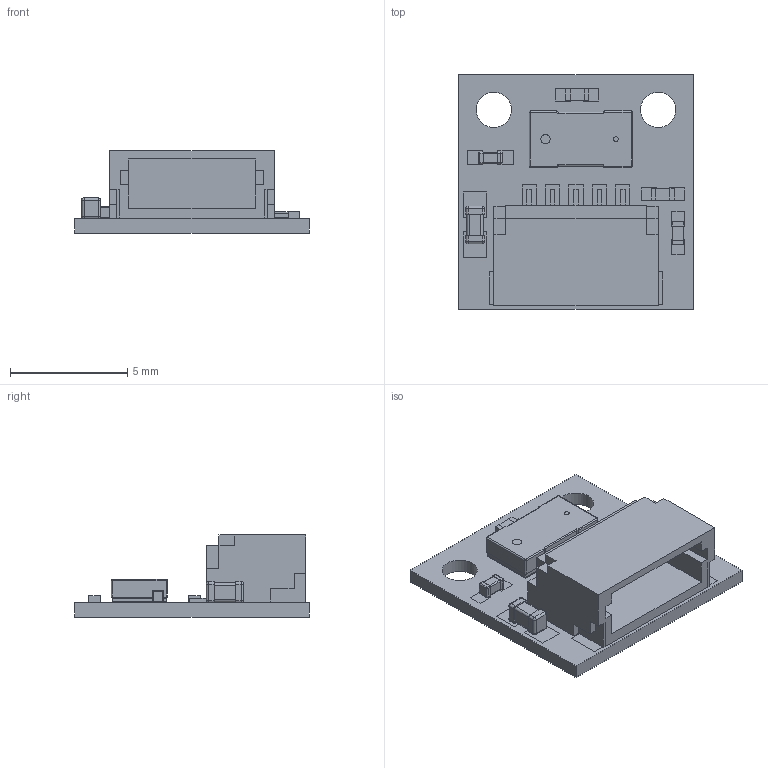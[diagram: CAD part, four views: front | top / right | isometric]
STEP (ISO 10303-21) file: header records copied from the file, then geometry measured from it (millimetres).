
FILE_DESCRIPTION(('FreeCAD Model'),'2;1');
FILE_NAME('Wireling_TOF_AST1024_REV2-STEP.step','2020-07-30T12:42:38',('Author'),(''), 'Open CASCADE STEP processor 7.4','FreeCAD','Unknown');
FILE_SCHEMA(('AUTOMOTIVE_DESIGN { 1 0 10303 214 1 1 1 1 }'));
Length unit declared in the file: millimetre
Products named in the file (1): Wireling_TOF_AST1024_REV2-STEP
Bounding box: 10 x 10 x 3.5 mm (x, y, z)
Volume: 235.5 mm3; surface area: 935.5 mm2
Topology: 68 solids, 68 shells, 780 faces, 2234 edges, 1988 vertices
Faces by surface type: plane 632, cylinder 108, sphere 40
Full cylindrical faces by diameter (mm): 1.502 x4
Entity records: 57164 total; most frequent: CARTESIAN_POINT 9919, DIRECTION 7302, LINE 4894, VECTOR 4894, ORIENTED_EDGE 3476, PCURVE 3476, DEFINITIONAL_REPRESENTATION 3476, EDGE_CURVE 1738
